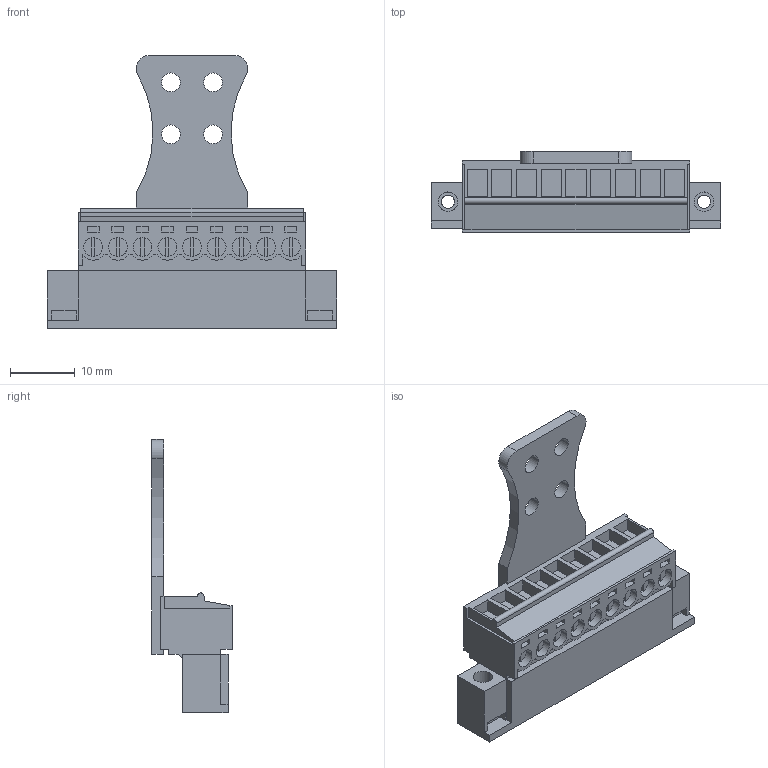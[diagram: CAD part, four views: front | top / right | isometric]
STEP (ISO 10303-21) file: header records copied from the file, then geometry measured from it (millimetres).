
FILE_DESCRIPTION(('CATIA V5 STEP Exchange','CAx-IF Rec.Pracs.--- Model Styling and Organization---1.2---2011-12-15'),'2;1');
FILE_NAME ('D1450104_0', '2018-05-11T14:35:52+00:00', ('none'), ('Weidmueller'), 'CATIA Version 5-6 Release 2014', 'CATIA V5 STEP AP214', 'none');
FILE_SCHEMA(('AUTOMOTIVE_DESIGN { 1 0 10303 214 1 1 1 1 }'));
Length unit declared in the file: millimetre
Products named in the file (1): 1237190000
Bounding box: 44.68 x 12.45 x 42.1 mm (x, y, z)
Volume: 5142.4 mm3; surface area: 6933.9 mm2
Topology: 22 solids, 22 shells, 624 faces, 1615 edges, 1080 vertices
Faces by surface type: plane 527, cylinder 97
Entity records: 17931 total; most frequent: CARTESIAN_POINT 3251, ORIENTED_EDGE 3230, DIRECTION 2260, EDGE_CURVE 1615, VECTOR 1331, LINE 1331, VERTEX_POINT 1080, EDGE_LOOP 689
